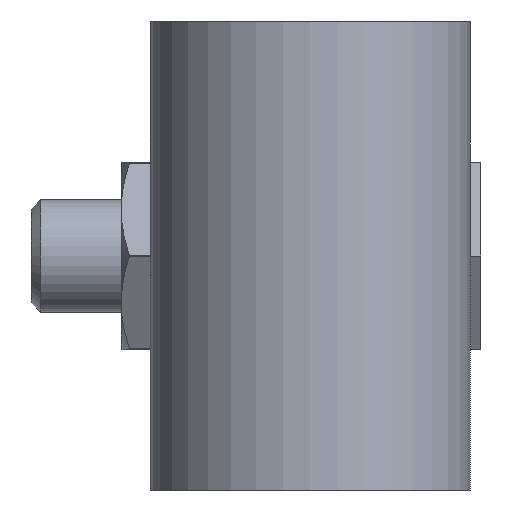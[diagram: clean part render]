
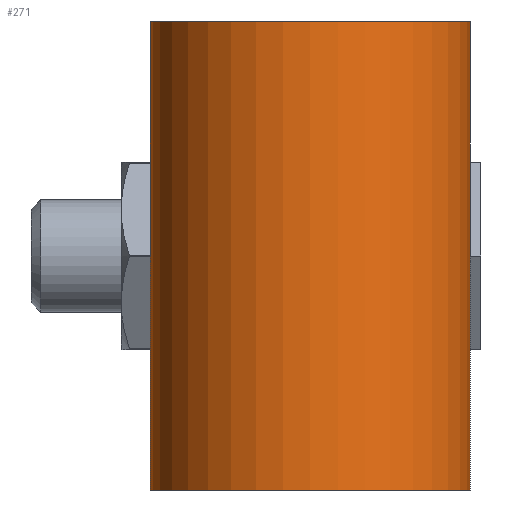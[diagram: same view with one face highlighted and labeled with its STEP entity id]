
A CAD part, front view. The second image highlights one B-rep face of the part: STEP entity #271.
In plain terms, the highlighted cylindrical face has radius 8.54 mm (diameter 17.08 mm), a partial arc.
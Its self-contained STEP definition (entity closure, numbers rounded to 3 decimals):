
#271 = ADVANCED_FACE( '', ( #370 ), #371, .T. );
#370 = FACE_OUTER_BOUND( '', #594, .T. );
#371 = CYLINDRICAL_SURFACE( '', #595, 8.54 );
#594 = EDGE_LOOP( '', ( #844, #845, #846, #847, #848, #849, #850, #851, #852, #853, #854, #855 ) );
#595 = AXIS2_PLACEMENT_3D( '', #856, #857, #858 );
#844 = ORIENTED_EDGE( '', *, *, #1563, .F. );
#845 = ORIENTED_EDGE( '', *, *, #1564, .T. );
#846 = ORIENTED_EDGE( '', *, *, #1565, .F. );
#847 = ORIENTED_EDGE( '', *, *, #1566, .F. );
#848 = ORIENTED_EDGE( '', *, *, #1567, .F. );
#849 = ORIENTED_EDGE( '', *, *, #1568, .F. );
#850 = ORIENTED_EDGE( '', *, *, #1569, .F. );
#851 = ORIENTED_EDGE( '', *, *, #1570, .F. );
#852 = ORIENTED_EDGE( '', *, *, #1554, .T. );
#853 = ORIENTED_EDGE( '', *, *, #1549, .T. );
#854 = ORIENTED_EDGE( '', *, *, #1571, .F. );
#855 = ORIENTED_EDGE( '', *, *, #1572, .F. );
#856 = CARTESIAN_POINT( '', ( 0., 0., -12.5 ) );
#857 = DIRECTION( '', ( 0., 0., -1. ) );
#858 = DIRECTION( '', ( -1., 0., 0. ) );
#1549 = EDGE_CURVE( '', #1813, #1810, #1814, .T. );
#1554 = EDGE_CURVE( '', #1822, #1813, #1823, .T. );
#1563 = EDGE_CURVE( '', #1839, #1840, #1841, .F. );
#1564 = EDGE_CURVE( '', #1839, #1842, #1843, .T. );
#1565 = EDGE_CURVE( '', #1844, #1842, #1845, .T. );
#1566 = EDGE_CURVE( '', #1846, #1844, #1847, .T. );
#1567 = EDGE_CURVE( '', #1848, #1846, #1849, .F. );
#1568 = EDGE_CURVE( '', #1850, #1848, #1851, .T. );
#1569 = EDGE_CURVE( '', #1852, #1850, #1853, .F. );
#1570 = EDGE_CURVE( '', #1822, #1852, #1854, .T. );
#1571 = EDGE_CURVE( '', #1855, #1810, #1856, .F. );
#1572 = EDGE_CURVE( '', #1840, #1855, #1857, .T. );
#1810 = VERTEX_POINT( '', #2182 );
#1813 = VERTEX_POINT( '', #2185 );
#1814 = LINE( '', #2186, #2187 );
#1822 = VERTEX_POINT( '', #2198 );
#1823 = CIRCLE( '', #2199, 8.54 );
#1839 = VERTEX_POINT( '', #2219 );
#1840 = VERTEX_POINT( '', #2220 );
#1841 = ELLIPSE( '', #2221, 14.889, 8.54 );
#1842 = VERTEX_POINT( '', #2222 );
#1843 = LINE( '', #2223, #2224 );
#1844 = VERTEX_POINT( '', #2225 );
#1845 = CIRCLE( '', #2226, 8.54 );
#1846 = VERTEX_POINT( '', #2227 );
#1847 = LINE( '', #2228, #2229 );
#1848 = VERTEX_POINT( '', #2230 );
#1849 = ELLIPSE( '', #2231, 14.889, 8.54 );
#1850 = VERTEX_POINT( '', #2232 );
#1851 = B_SPLINE_CURVE_WITH_KNOTS( '', 3, ( #2233, #2234, #2235, #2236, #2237, #2238, #2239, #2240, #2241, #2242, #2243, #2244, #2245, #2246, #2247, #2248, #2249, #2250, #2251, #2252, #2253, #2254 ), .UNSPECIFIED., .F., .F., ( 4, 2, 2, 2, 2, 2, 2, 2, 2, 2, 4 ), ( 0., 0.001, 0.002, 0.003, 0.003, 0.003, 0.003, 0.004, 0.004, 0.005, 0.007 ), .UNSPECIFIED. );
#1852 = VERTEX_POINT( '', #2255 );
#1853 = ELLIPSE( '', #2256, 14.889, 8.54 );
#1854 = LINE( '', #2257, #2258 );
#1855 = VERTEX_POINT( '', #2259 );
#1856 = ELLIPSE( '', #2260, 14.889, 8.54 );
#1857 = B_SPLINE_CURVE_WITH_KNOTS( '', 3, ( #2261, #2262, #2263, #2264, #2265, #2266, #2267, #2268, #2269, #2270, #2271, #2272, #2273, #2274, #2275, #2276, #2277, #2278, #2279, #2280, #2281, #2282 ), .UNSPECIFIED., .F., .F., ( 4, 2, 2, 2, 2, 2, 2, 2, 2, 2, 4 ), ( 0., 0.001, 0.002, 0.003, 0.003, 0.003, 0.003, 0.004, 0.004, 0.005, 0.007 ), .UNSPECIFIED. );
#2182 = CARTESIAN_POINT( '', ( 5.585, 6.461, -2.463 ) );
#2185 = CARTESIAN_POINT( '', ( 5.585, 6.461, -12.5 ) );
#2186 = CARTESIAN_POINT( '', ( 5.585, 6.461, -12.5 ) );
#2187 = VECTOR( '', #2831, 1000. );
#2198 = CARTESIAN_POINT( '', ( -5.585, 6.461, -12.5 ) );
#2199 = AXIS2_PLACEMENT_3D( '', #2838, #2839, #2840 );
#2219 = CARTESIAN_POINT( '', ( 5.585, 6.461, 2.463 ) );
#2220 = CARTESIAN_POINT( '', ( 5.784, 6.283, 2.294 ) );
#2221 = AXIS2_PLACEMENT_3D( '', #2857, #2858, #2859 );
#2222 = CARTESIAN_POINT( '', ( 5.585, 6.461, 12.5 ) );
#2223 = CARTESIAN_POINT( '', ( 5.585, 6.461, -12.5 ) );
#2224 = VECTOR( '', #2860, 1000. );
#2225 = CARTESIAN_POINT( '', ( -5.585, 6.461, 12.5 ) );
#2226 = AXIS2_PLACEMENT_3D( '', #2861, #2862, #2863 );
#2227 = CARTESIAN_POINT( '', ( -5.585, 6.461, 2.463 ) );
#2228 = CARTESIAN_POINT( '', ( -5.585, 6.461, -12.5 ) );
#2229 = VECTOR( '', #2864, 1000. );
#2230 = CARTESIAN_POINT( '', ( -5.784, 6.283, 2.294 ) );
#2231 = AXIS2_PLACEMENT_3D( '', #2865, #2866, #2867 );
#2232 = CARTESIAN_POINT( '', ( -5.784, 6.283, -2.294 ) );
#2233 = CARTESIAN_POINT( '', ( -5.784, 6.283, -2.294 ) );
#2234 = CARTESIAN_POINT( '', ( -5.965, 6.116, -2.143 ) );
#2235 = CARTESIAN_POINT( '', ( -6.137, 5.944, -1.987 ) );
#2236 = CARTESIAN_POINT( '', ( -6.459, 5.592, -1.66 ) );
#2237 = CARTESIAN_POINT( '', ( -6.61, 5.412, -1.491 ) );
#2238 = CARTESIAN_POINT( '', ( -6.889, 5.052, -1.135 ) );
#2239 = CARTESIAN_POINT( '', ( -7.018, 4.87, -0.949 ) );
#2240 = CARTESIAN_POINT( '', ( -7.183, 4.621, -0.635 ) );
#2241 = CARTESIAN_POINT( '', ( -7.233, 4.541, -0.523 ) );
#2242 = CARTESIAN_POINT( '', ( -7.292, 4.446, -0.336 ) );
#2243 = CARTESIAN_POINT( '', ( -7.308, 4.418, -0.271 ) );
#2244 = CARTESIAN_POINT( '', ( -7.331, 4.381, -0.134 ) );
#2245 = CARTESIAN_POINT( '', ( -7.337, 4.37, -0.061 ) );
#2246 = CARTESIAN_POINT( '', ( -7.335, 4.373, 0.156 ) );
#2247 = CARTESIAN_POINT( '', ( -7.306, 4.422, 0.294 ) );
#2248 = CARTESIAN_POINT( '', ( -7.226, 4.552, 0.54 ) );
#2249 = CARTESIAN_POINT( '', ( -7.175, 4.632, 0.65 ) );
#2250 = CARTESIAN_POINT( '', ( -7.011, 4.881, 0.96 ) );
#2251 = CARTESIAN_POINT( '', ( -6.882, 5.061, 1.144 ) );
#2252 = CARTESIAN_POINT( '', ( -6.465, 5.598, 1.675 ) );
#2253 = CARTESIAN_POINT( '', ( -6.145, 5.951, 1.994 ) );
#2254 = CARTESIAN_POINT( '', ( -5.784, 6.283, 2.294 ) );
#2255 = CARTESIAN_POINT( '', ( -5.585, 6.461, -2.463 ) );
#2256 = AXIS2_PLACEMENT_3D( '', #2868, #2869, #2870 );
#2257 = CARTESIAN_POINT( '', ( -5.585, 6.461, -12.5 ) );
#2258 = VECTOR( '', #2871, 1000. );
#2259 = CARTESIAN_POINT( '', ( 5.784, 6.283, -2.294 ) );
#2260 = AXIS2_PLACEMENT_3D( '', #2872, #2873, #2874 );
#2261 = CARTESIAN_POINT( '', ( 5.784, 6.283, 2.294 ) );
#2262 = CARTESIAN_POINT( '', ( 5.965, 6.116, 2.143 ) );
#2263 = CARTESIAN_POINT( '', ( 6.137, 5.944, 1.987 ) );
#2264 = CARTESIAN_POINT( '', ( 6.459, 5.592, 1.66 ) );
#2265 = CARTESIAN_POINT( '', ( 6.61, 5.412, 1.491 ) );
#2266 = CARTESIAN_POINT( '', ( 6.889, 5.052, 1.135 ) );
#2267 = CARTESIAN_POINT( '', ( 7.018, 4.87, 0.949 ) );
#2268 = CARTESIAN_POINT( '', ( 7.183, 4.621, 0.635 ) );
#2269 = CARTESIAN_POINT( '', ( 7.233, 4.541, 0.523 ) );
#2270 = CARTESIAN_POINT( '', ( 7.292, 4.446, 0.336 ) );
#2271 = CARTESIAN_POINT( '', ( 7.308, 4.418, 0.271 ) );
#2272 = CARTESIAN_POINT( '', ( 7.331, 4.381, 0.134 ) );
#2273 = CARTESIAN_POINT( '', ( 7.337, 4.37, 0.061 ) );
#2274 = CARTESIAN_POINT( '', ( 7.335, 4.373, -0.156 ) );
#2275 = CARTESIAN_POINT( '', ( 7.306, 4.422, -0.294 ) );
#2276 = CARTESIAN_POINT( '', ( 7.226, 4.552, -0.54 ) );
#2277 = CARTESIAN_POINT( '', ( 7.175, 4.632, -0.65 ) );
#2278 = CARTESIAN_POINT( '', ( 7.011, 4.881, -0.96 ) );
#2279 = CARTESIAN_POINT( '', ( 6.882, 5.061, -1.144 ) );
#2280 = CARTESIAN_POINT( '', ( 6.465, 5.598, -1.675 ) );
#2281 = CARTESIAN_POINT( '', ( 6.145, 5.951, -1.994 ) );
#2282 = CARTESIAN_POINT( '', ( 5.784, 6.283, -2.294 ) );
#2831 = DIRECTION( '', ( 0., 0., 1. ) );
#2838 = CARTESIAN_POINT( '', ( 0., 0., -12.5 ) );
#2839 = DIRECTION( '', ( 0., 0., 1. ) );
#2840 = DIRECTION( '', ( 1., 0., 0. ) );
#2857 = CARTESIAN_POINT( '', ( 0., 0., 13.314 ) );
#2858 = DIRECTION( '', ( 0.76, 0.307, 0.574 ) );
#2859 = DIRECTION( '', ( -0.532, -0.215, 0.819 ) );
#2860 = DIRECTION( '', ( 0., 0., 1. ) );
#2861 = CARTESIAN_POINT( '', ( 0., 0., 12.5 ) );
#2862 = DIRECTION( '', ( 0., 0., 1. ) );
#2863 = DIRECTION( '', ( 1., 0., 0. ) );
#2864 = DIRECTION( '', ( 0., 0., 1. ) );
#2865 = CARTESIAN_POINT( '', ( 0., 0., 13.314 ) );
#2866 = DIRECTION( '', ( -0.76, 0.307, 0.574 ) );
#2867 = DIRECTION( '', ( 0.532, -0.215, 0.819 ) );
#2868 = CARTESIAN_POINT( '', ( 0., 0., -13.314 ) );
#2869 = DIRECTION( '', ( -0.76, 0.307, -0.574 ) );
#2870 = DIRECTION( '', ( -0.532, 0.215, 0.819 ) );
#2871 = DIRECTION( '', ( 0., 0., 1. ) );
#2872 = CARTESIAN_POINT( '', ( 0., 0., -13.314 ) );
#2873 = DIRECTION( '', ( 0.76, 0.307, -0.574 ) );
#2874 = DIRECTION( '', ( 0.532, 0.215, 0.819 ) );
